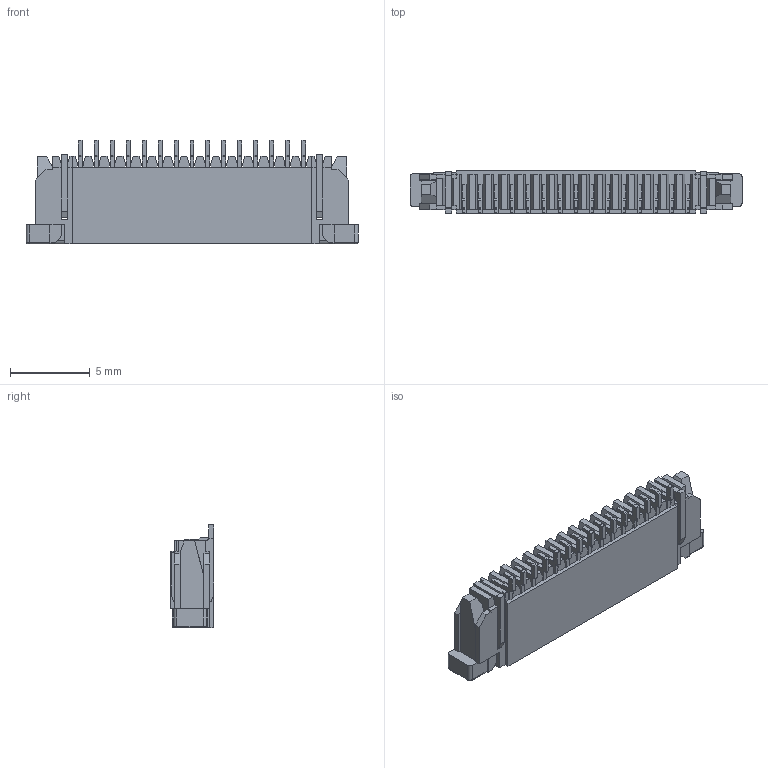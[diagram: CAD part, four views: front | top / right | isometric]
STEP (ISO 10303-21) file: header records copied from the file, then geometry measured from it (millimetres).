
FILE_DESCRIPTION (( 'STEP AP214' ), '1' );
FILE_NAME ('SFW15R-1STE1LF.STEP', '2023-08-30T09:04:23', ( '' ), ( '' ), 'SwSTEP 2.0', 'SolidWorks 2021', '' );
FILE_SCHEMA (( 'AUTOMOTIVE_DESIGN' ));
Length unit declared in the file: millimetre
Products named in the file (2): SFW15R-1STE1LF; SFW8R-1STE1LF_SFW15R-1STE1LF
Assembly tree (1 placements, depth 2):
  SFW15R-1STE1LF
    SFW8R-1STE1LF_SFW15R-1STE1LF
Bounding box: 20.8 x 2.7 x 6.5 mm (x, y, z)
Volume: 249.4 mm3; surface area: 662.4 mm2
Topology: 19 solids, 19 shells, 511 faces, 1349 edges, 892 vertices
Faces by surface type: plane 416, cylinder 91, torus 4
Entity records: 15837 total; most frequent: CARTESIAN_POINT 2768, ORIENTED_EDGE 2698, DIRECTION 2557, EDGE_CURVE 1349, VECTOR 1163, LINE 1163, VERTEX_POINT 892, AXIS2_PLACEMENT_3D 697
